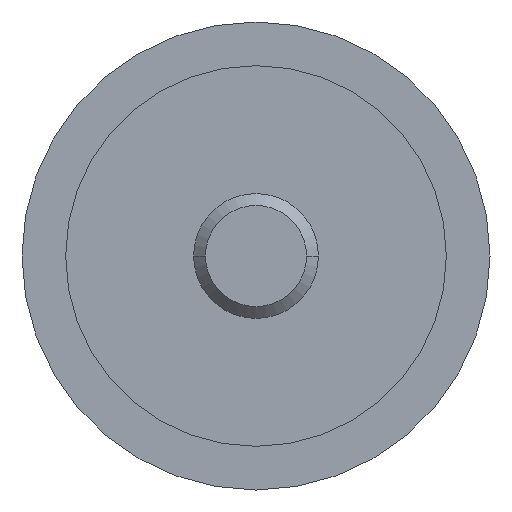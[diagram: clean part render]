
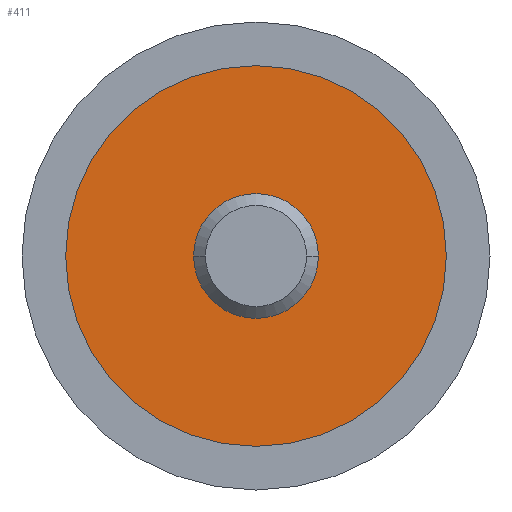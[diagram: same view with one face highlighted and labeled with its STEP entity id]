
A CAD part, front view. The second image highlights one B-rep face of the part: STEP entity #411.
In plain terms, the highlighted planar face has unit normal (0, -1, 0).
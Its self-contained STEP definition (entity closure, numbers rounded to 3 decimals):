
#259=EDGE_CURVE('',#267,#335,#610,.T.);
#267=VERTEX_POINT('',#618);
#275=VERTEX_POINT('',#628);
#335=VERTEX_POINT('',#697);
#383=EDGE_CURVE('',#335,#267,#752,.T.);
#411=ADVANCED_FACE('',(#784,#785),#786,.T.);
#451=EDGE_CURVE('',#459,#275,#834,.T.);
#459=VERTEX_POINT('',#844);
#471=EDGE_CURVE('',#275,#459,#858,.T.);
#610=CIRCLE('',#1014,6.1);
#618=CARTESIAN_POINT('',(-6.1,0.0,0.));
#628=CARTESIAN_POINT('',(-2.0,0.,0.));
#697=CARTESIAN_POINT('',(6.1,0.0,0.0));
#752=CIRCLE('',#1202,6.1);
#784=FACE_BOUND('',#1245,.T.);
#785=FACE_OUTER_BOUND('',#1246,.T.);
#786=PLANE('',#1247);
#834=CIRCLE('',#1305,2.0);
#844=CARTESIAN_POINT('',(2.0,0.0,0.));
#858=CIRCLE('',#1334,2.0);
#1014=AXIS2_PLACEMENT_3D('',#1461,#1462,#1463);
#1202=AXIS2_PLACEMENT_3D('',#1642,#1643,#1644);
#1245=EDGE_LOOP('',(#1686,#1687));
#1246=EDGE_LOOP('',(#1688,#1689));
#1247=AXIS2_PLACEMENT_3D('',#1690,#1691,#1692);
#1305=AXIS2_PLACEMENT_3D('',#1774,#1775,#1776);
#1334=AXIS2_PLACEMENT_3D('',#1813,#1814,#1815);
#1461=CARTESIAN_POINT('',(0.0,0.0,0.0));
#1462=DIRECTION('',(0.0,-1.0,0.0));
#1463=DIRECTION('',(1.0,0.0,0.0));
#1642=CARTESIAN_POINT('',(0.0,0.0,0.0));
#1643=DIRECTION('',(0.0,-1.0,0.0));
#1644=DIRECTION('',(1.0,0.0,0.0));
#1686=ORIENTED_EDGE('',*,*,#471,.T.);
#1687=ORIENTED_EDGE('',*,*,#451,.T.);
#1688=ORIENTED_EDGE('',*,*,#383,.T.);
#1689=ORIENTED_EDGE('',*,*,#259,.T.);
#1690=CARTESIAN_POINT('',(0.0,0.0,0.0));
#1691=DIRECTION('',(0.0,-1.0,0.0));
#1692=DIRECTION('',(-1.0,0.0,0.0));
#1774=CARTESIAN_POINT('',(0.0,0.,0.0));
#1775=DIRECTION('',(-0.0,1.0,0.0));
#1776=DIRECTION('',(1.0,0.0,0.0));
#1813=CARTESIAN_POINT('',(0.0,0.,0.0));
#1814=DIRECTION('',(-0.0,1.0,0.0));
#1815=DIRECTION('',(1.0,0.0,0.0));
